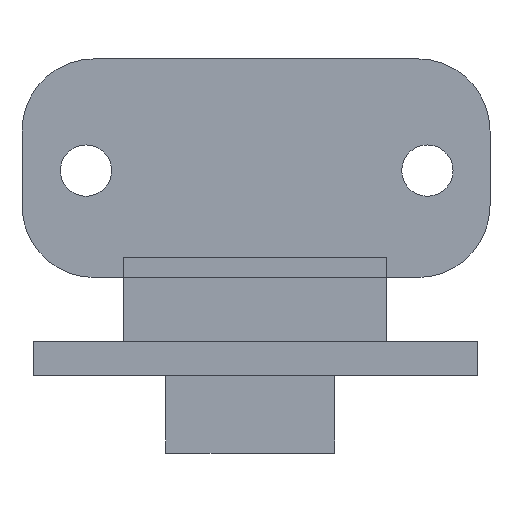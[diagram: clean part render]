
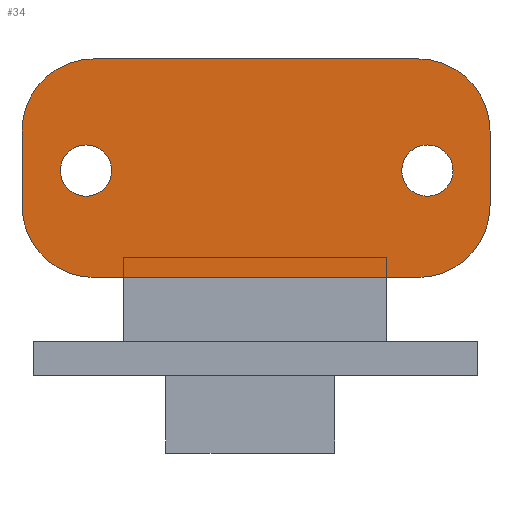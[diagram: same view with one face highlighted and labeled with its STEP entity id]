
A CAD part, front view. The second image highlights one B-rep face of the part: STEP entity #34.
In plain terms, the highlighted planar face has unit normal (0, -1, 0).
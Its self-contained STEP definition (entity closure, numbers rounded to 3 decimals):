
#22=FACE_BOUND('',#111,.T.);
#23=FACE_BOUND('',#112,.T.);
#34=ADVANCED_FACE('',(#72,#22,#23),#556,.T.);
#72=FACE_OUTER_BOUND('',#110,.T.);
#110=EDGE_LOOP('',(#176,#177,#178,#179,#180,#181,#182,#183));
#111=EDGE_LOOP('',(#184,#185));
#112=EDGE_LOOP('',(#186,#187));
#176=ORIENTED_EDGE('',*,*,#334,.F.);
#177=ORIENTED_EDGE('',*,*,#331,.F.);
#178=ORIENTED_EDGE('',*,*,#328,.F.);
#179=ORIENTED_EDGE('',*,*,#325,.F.);
#180=ORIENTED_EDGE('',*,*,#322,.F.);
#181=ORIENTED_EDGE('',*,*,#319,.F.);
#182=ORIENTED_EDGE('',*,*,#316,.F.);
#183=ORIENTED_EDGE('',*,*,#312,.F.);
#184=ORIENTED_EDGE('',*,*,#343,.F.);
#185=ORIENTED_EDGE('',*,*,#336,.F.);
#186=ORIENTED_EDGE('',*,*,#346,.F.);
#187=ORIENTED_EDGE('',*,*,#339,.F.);
#312=EDGE_CURVE('',#496,#497,#464,.T.);
#316=EDGE_CURVE('',#497,#500,#396,.T.);
#319=EDGE_CURVE('',#500,#502,#466,.T.);
#322=EDGE_CURVE('',#502,#504,#399,.T.);
#325=EDGE_CURVE('',#504,#506,#468,.T.);
#328=EDGE_CURVE('',#506,#508,#402,.T.);
#331=EDGE_CURVE('',#508,#510,#470,.T.);
#334=EDGE_CURVE('',#510,#496,#405,.T.);
#336=EDGE_CURVE('',#512,#517,#472,.T.);
#339=EDGE_CURVE('',#514,#519,#474,.T.);
#343=EDGE_CURVE('',#517,#512,#476,.T.);
#346=EDGE_CURVE('',#519,#514,#478,.T.);
#396=B_SPLINE_CURVE_WITH_KNOTS('',1,(#856,#857),.UNSPECIFIED.,.F.,.F.,(2,
2),(-66.508,-62.155),.UNSPECIFIED.);
#399=B_SPLINE_CURVE_WITH_KNOTS('',1,(#870,#871),.UNSPECIFIED.,.F.,.F.,(2,
2),(-55.519,-36.572),.UNSPECIFIED.);
#402=B_SPLINE_CURVE_WITH_KNOTS('',1,(#884,#885),.UNSPECIFIED.,.F.,.F.,(2,
2),(-29.937,-25.583),.UNSPECIFIED.);
#405=B_SPLINE_CURVE_WITH_KNOTS('',1,(#898,#899),.UNSPECIFIED.,.F.,.F.,(2,
2),(-18.948,0.),.UNSPECIFIED.);
#464=TRIMMED_CURVE($,#480,(#847),(#848),.T.,.CARTESIAN.);
#466=TRIMMED_CURVE($,#482,(#863),(#864),.T.,.CARTESIAN.);
#468=TRIMMED_CURVE($,#484,(#877),(#878),.T.,.CARTESIAN.);
#470=TRIMMED_CURVE($,#486,(#891),(#892),.T.,.CARTESIAN.);
#472=TRIMMED_CURVE($,#488,(#903),(#904),.T.,.CARTESIAN.);
#474=TRIMMED_CURVE($,#490,(#911),(#912),.T.,.CARTESIAN.);
#476=TRIMMED_CURVE($,#492,(#921),(#922),.T.,.CARTESIAN.);
#478=TRIMMED_CURVE($,#494,(#929),(#930),.T.,.CARTESIAN.);
#480=CIRCLE('',#692,4.224);
#482=CIRCLE('',#694,4.224);
#484=CIRCLE('',#696,4.224);
#486=CIRCLE('',#698,4.224);
#488=CIRCLE('',#700,1.5);
#490=CIRCLE('',#702,1.5);
#492=CIRCLE('',#704,1.5);
#494=CIRCLE('',#706,1.5);
#496=VERTEX_POINT('',#822);
#497=VERTEX_POINT('',#823);
#500=VERTEX_POINT('',#826);
#502=VERTEX_POINT('',#828);
#504=VERTEX_POINT('',#830);
#506=VERTEX_POINT('',#832);
#508=VERTEX_POINT('',#834);
#510=VERTEX_POINT('',#836);
#512=VERTEX_POINT('',#838);
#514=VERTEX_POINT('',#840);
#517=VERTEX_POINT('',#843);
#519=VERTEX_POINT('',#845);
#556=PLANE('',#686);
#686=AXIS2_PLACEMENT_3D('',#816,#743,$);
#692=AXIS2_PLACEMENT_3D($,#846,#749,#750);
#694=AXIS2_PLACEMENT_3D($,#862,#753,#754);
#696=AXIS2_PLACEMENT_3D($,#876,#757,#758);
#698=AXIS2_PLACEMENT_3D($,#890,#761,#762);
#700=AXIS2_PLACEMENT_3D($,#902,#765,#766);
#702=AXIS2_PLACEMENT_3D($,#910,#769,#770);
#704=AXIS2_PLACEMENT_3D($,#920,#773,#774);
#706=AXIS2_PLACEMENT_3D($,#928,#777,#778);
#743=DIRECTION('',(0.,-1.,0.));
#749=DIRECTION('',(0.,1.,0.));
#750=DIRECTION('',(0.,0.,-1.));
#753=DIRECTION('',(0.,1.,0.));
#754=DIRECTION('',(-1.,0.,0.));
#757=DIRECTION('',(0.,1.,0.));
#758=DIRECTION('',(0.,0.,1.));
#761=DIRECTION('',(0.,1.,0.));
#762=DIRECTION('',(1.,0.,0.));
#765=DIRECTION('',(0.,-1.,0.));
#766=DIRECTION('',(1.,0.,0.));
#769=DIRECTION('',(0.,-1.,0.));
#770=DIRECTION('',(1.,0.,0.));
#773=DIRECTION('',(0.,-1.,0.));
#774=DIRECTION('',(-1.,0.,0.));
#777=DIRECTION('',(0.,-1.,0.));
#778=DIRECTION('',(-1.,0.,0.));
#816=CARTESIAN_POINT('',(-57.355,-88.231,29.513));
#822=CARTESIAN_POINT('',(-83.951,-88.231,31.113));
#823=CARTESIAN_POINT('',(-88.175,-88.231,35.337));
#826=CARTESIAN_POINT('',(-88.175,-88.231,39.691));
#828=CARTESIAN_POINT('',(-83.951,-88.231,43.915));
#830=CARTESIAN_POINT('',(-65.003,-88.231,43.915));
#832=CARTESIAN_POINT('',(-60.779,-88.231,39.691));
#834=CARTESIAN_POINT('',(-60.779,-88.231,35.337));
#836=CARTESIAN_POINT('',(-65.003,-88.231,31.113));
#838=CARTESIAN_POINT('',(-62.944,-88.231,37.375));
#840=CARTESIAN_POINT('',(-82.928,-88.231,37.375));
#843=CARTESIAN_POINT('',(-65.944,-88.231,37.375));
#845=CARTESIAN_POINT('',(-85.928,-88.231,37.375));
#846=CARTESIAN_POINT('',(-83.951,-88.231,35.337));
#847=CARTESIAN_POINT('',(-83.951,-88.231,31.113));
#848=CARTESIAN_POINT('',(-88.175,-88.231,35.337));
#856=CARTESIAN_POINT('',(-88.175,-88.231,35.337));
#857=CARTESIAN_POINT('',(-88.175,-88.231,39.691));
#862=CARTESIAN_POINT('',(-83.951,-88.231,39.691));
#863=CARTESIAN_POINT('',(-88.175,-88.231,39.691));
#864=CARTESIAN_POINT('',(-83.951,-88.231,43.915));
#870=CARTESIAN_POINT('',(-83.951,-88.231,43.915));
#871=CARTESIAN_POINT('',(-65.003,-88.231,43.915));
#876=CARTESIAN_POINT('',(-65.003,-88.231,39.691));
#877=CARTESIAN_POINT('',(-65.003,-88.231,43.915));
#878=CARTESIAN_POINT('',(-60.779,-88.231,39.691));
#884=CARTESIAN_POINT('',(-60.779,-88.231,39.691));
#885=CARTESIAN_POINT('',(-60.779,-88.231,35.337));
#890=CARTESIAN_POINT('',(-65.003,-88.231,35.337));
#891=CARTESIAN_POINT('',(-60.779,-88.231,35.337));
#892=CARTESIAN_POINT('',(-65.003,-88.231,31.113));
#898=CARTESIAN_POINT('',(-65.003,-88.231,31.113));
#899=CARTESIAN_POINT('',(-83.951,-88.231,31.113));
#902=CARTESIAN_POINT('',(-64.444,-88.231,37.375));
#903=CARTESIAN_POINT('',(-62.944,-88.231,37.375));
#904=CARTESIAN_POINT('',(-65.944,-88.231,37.375));
#910=CARTESIAN_POINT('',(-84.428,-88.231,37.375));
#911=CARTESIAN_POINT('',(-82.928,-88.231,37.375));
#912=CARTESIAN_POINT('',(-85.928,-88.231,37.375));
#920=CARTESIAN_POINT('',(-64.444,-88.231,37.375));
#921=CARTESIAN_POINT('',(-65.944,-88.231,37.375));
#922=CARTESIAN_POINT('',(-62.944,-88.231,37.375));
#928=CARTESIAN_POINT('',(-84.428,-88.231,37.375));
#929=CARTESIAN_POINT('',(-85.928,-88.231,37.375));
#930=CARTESIAN_POINT('',(-82.928,-88.231,37.375));
